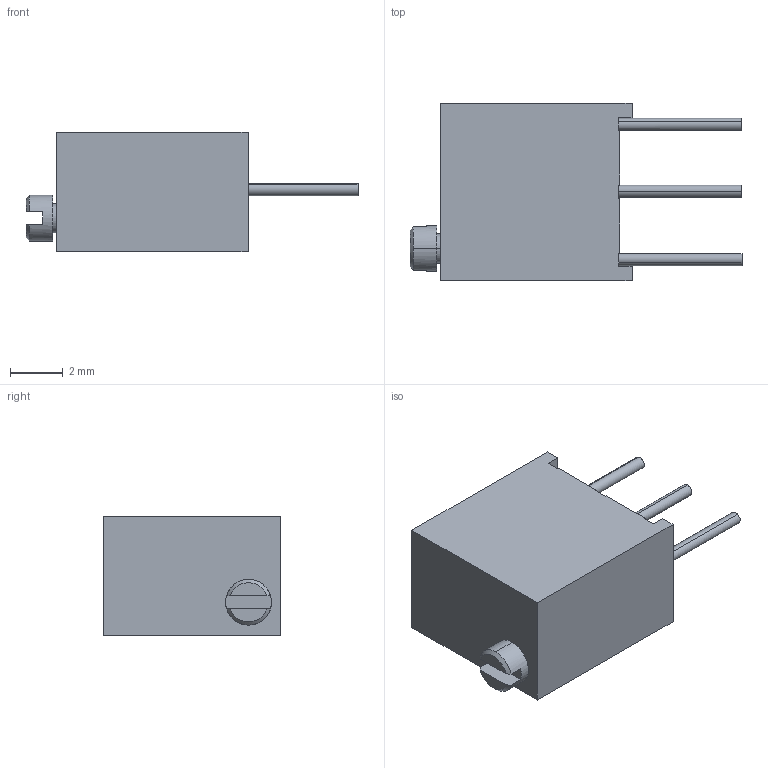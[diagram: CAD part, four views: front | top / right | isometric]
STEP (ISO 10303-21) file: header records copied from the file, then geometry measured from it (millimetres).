
FILE_DESCRIPTION((''),'2;1');
FILE_NAME('33756-66603_1','2012-10-25T',('stevec'),('Bourns, Inc.'),'PRO/ENGINEER BY PARAMETRIC TECHNOLOGY CORPORATION, 2012230','PRO/ENGINEER BY PARAMETRIC TECHNOLOGY CORPORATION, 2012230','');
FILE_SCHEMA(('CONFIG_CONTROL_DESIGN'));
Length unit declared in the file: inch
Products named in the file (1): 33756-66603_1
Bounding box: 12.53 x 6.71 x 4.5 mm (x, y, z)
Volume: 210.6 mm3; surface area: 260 mm2
Topology: 1 solids, 5 shells, 72 faces, 173 edges, 112 vertices
Faces by surface type: plane 42, cylinder 17, torus 10, cone 3
Entity records: 2216 total; most frequent: CARTESIAN_POINT 471, DIRECTION 362, ORIENTED_EDGE 346, EDGE_CURVE 173, AXIS2_PLACEMENT_3D 133, VERTEX_POINT 112, VECTOR 96, LINE 96
